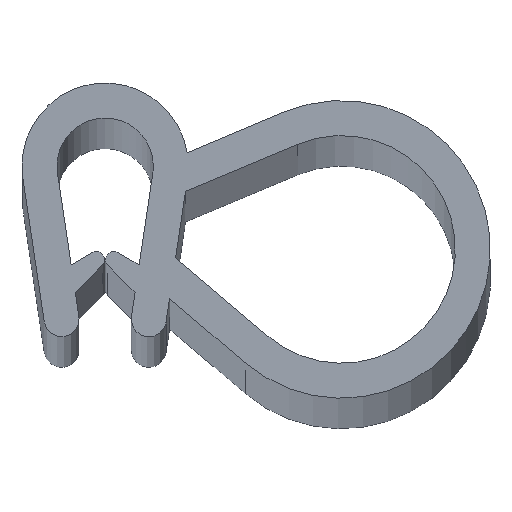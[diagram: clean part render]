
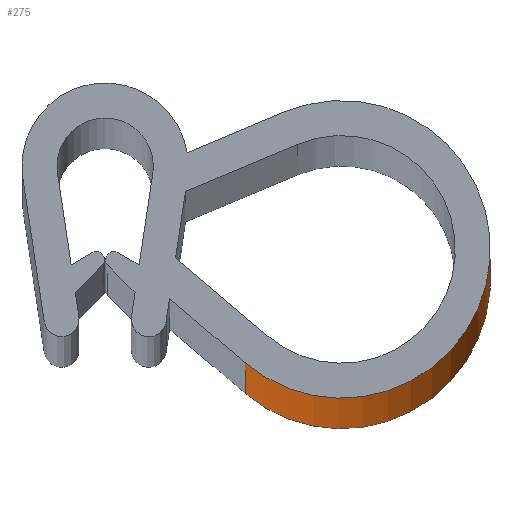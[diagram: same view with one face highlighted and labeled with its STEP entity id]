
A CAD part, top view. The second image highlights one B-rep face of the part: STEP entity #275.
In plain terms, the highlighted cylindrical face has radius 8.5 mm (diameter 17 mm), a partial arc.
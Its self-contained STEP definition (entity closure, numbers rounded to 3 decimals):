
#5 = VECTOR ( 'NONE', #1148, 1000. ) ;
#7 = VECTOR ( 'NONE', #1151, 1000. ) ;
#51 = AXIS2_PLACEMENT_3D ( 'NONE', #1130, #1131, #1132 ) ;
#130 = EDGE_CURVE ( 'NONE', #720, #729, #1019, .T. ) ;
#135 = EDGE_CURVE ( 'NONE', #729, #659, #1146, .T. ) ;
#136 = EDGE_CURVE ( 'NONE', #720, #647, #1149, .T. ) ;
#142 = EDGE_CURVE ( 'NONE', #647, #659, #1021, .T. ) ;
#183 = FACE_OUTER_BOUND ( 'NONE', #479, .T. ) ;
#188 = AXIS2_PLACEMENT_3D ( 'NONE', #404, #405, #406 ) ;
#189 = CYLINDRICAL_SURFACE ( 'NONE', #188, 8.5 ) ;
#275 = ADVANCED_FACE ( 'NONE', ( #183 ), #189, .T. ) ;
#404 = CARTESIAN_POINT ( 'NONE',  ( 13.5, -9.5, 500. ) ) ;
#405 = DIRECTION ( 'NONE',  ( 0., 0., -1. ) ) ;
#406 = DIRECTION ( 'NONE',  ( -1., 0., 0. ) ) ;
#479 = EDGE_LOOP ( 'NONE', ( #520, #519, #522, #517 ) ) ;
#517 = ORIENTED_EDGE ( 'NONE', *, *, #136, .T. ) ;
#519 = ORIENTED_EDGE ( 'NONE', *, *, #135, .F. ) ;
#520 = ORIENTED_EDGE ( 'NONE', *, *, #142, .T. ) ;
#522 = ORIENTED_EDGE ( 'NONE', *, *, #130, .F. ) ;
#647 = VERTEX_POINT ( 'NONE', #759 ) ;
#659 = VERTEX_POINT ( 'NONE', #771 ) ;
#720 = VERTEX_POINT ( 'NONE', #793 ) ;
#729 = VERTEX_POINT ( 'NONE', #802 ) ;
#759 = CARTESIAN_POINT ( 'NONE',  ( 8.004, -15.984, -500. ) ) ;
#771 = CARTESIAN_POINT ( 'NONE',  ( 10.212, -1.662, -500. ) ) ;
#793 = CARTESIAN_POINT ( 'NONE',  ( 8.004, -15.984, 500. ) ) ;
#802 = CARTESIAN_POINT ( 'NONE',  ( 10.212, -1.662, 500. ) ) ;
#997 = AXIS2_PLACEMENT_3D ( 'NONE', #1136, #1167, #1168 ) ;
#1019 = CIRCLE ( 'NONE', #51, 8.5 ) ;
#1021 = CIRCLE ( 'NONE', #997, 8.5 ) ;
#1130 = CARTESIAN_POINT ( 'NONE',  ( 13.5, -9.5, 500. ) ) ;
#1131 = DIRECTION ( 'NONE',  ( 0., 0., 1. ) ) ;
#1132 = DIRECTION ( 'NONE',  ( 1., 0., 0. ) ) ;
#1136 = CARTESIAN_POINT ( 'NONE',  ( 13.5, -9.5, -500. ) ) ;
#1146 = LINE ( 'NONE', #1147, #5 ) ;
#1147 = CARTESIAN_POINT ( 'NONE',  ( 10.212, -1.662, 500. ) ) ;
#1148 = DIRECTION ( 'NONE',  ( 0., 0., -1. ) ) ;
#1149 = LINE ( 'NONE', #1150, #7 ) ;
#1150 = CARTESIAN_POINT ( 'NONE',  ( 8.004, -15.984, 500. ) ) ;
#1151 = DIRECTION ( 'NONE',  ( 0., 0., -1. ) ) ;
#1167 = DIRECTION ( 'NONE',  ( 0., 0., 1. ) ) ;
#1168 = DIRECTION ( 'NONE',  ( 1., 0., 0. ) ) ;
